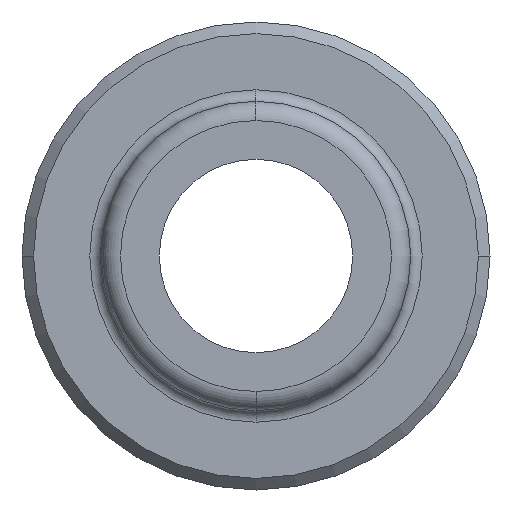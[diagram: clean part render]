
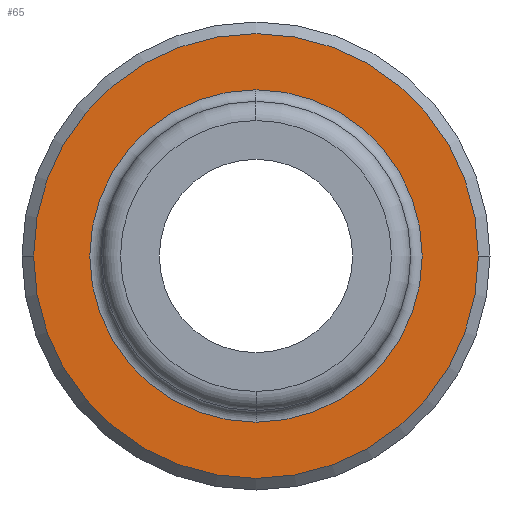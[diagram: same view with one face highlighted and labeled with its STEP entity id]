
A CAD part, front view. The second image highlights one B-rep face of the part: STEP entity #65.
In plain terms, the highlighted planar face has unit normal (0, -1, 0).
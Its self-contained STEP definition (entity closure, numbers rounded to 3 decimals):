
#65=ADVANCED_FACE('',(#127,#128),#129,.T.);
#127=FACE_OUTER_BOUND('',#217,.T.);
#128=FACE_BOUND('',#218,.T.);
#129=PLANE('',#219);
#217=EDGE_LOOP('',(#412,#413));
#218=EDGE_LOOP('',(#414,#415,#416));
#219=AXIS2_PLACEMENT_3D('',#417,#418,#419);
#412=ORIENTED_EDGE('',*,*,#645,.F.);
#413=ORIENTED_EDGE('',*,*,#654,.F.);
#414=ORIENTED_EDGE('',*,*,#651,.T.);
#415=ORIENTED_EDGE('',*,*,#650,.T.);
#416=ORIENTED_EDGE('',*,*,#652,.T.);
#417=CARTESIAN_POINT('',(5.066,-18.809,0.0));
#418=DIRECTION('',(0.,-1.0,0.0));
#419=DIRECTION('',(-1.0,0.,0.0));
#645=EDGE_CURVE('',#788,#790,#791,.T.);
#650=EDGE_CURVE('',#793,#797,#799,.T.);
#651=EDGE_CURVE('',#800,#793,#801,.T.);
#652=EDGE_CURVE('',#797,#800,#802,.T.);
#654=EDGE_CURVE('',#790,#788,#804,.T.);
#788=VERTEX_POINT('',#966);
#790=VERTEX_POINT('',#969);
#791=CIRCLE('',#970,5.799);
#793=VERTEX_POINT('',#973);
#797=VERTEX_POINT('',#977);
#799=CIRCLE('',#979,4.334);
#800=VERTEX_POINT('',#980);
#801=CIRCLE('',#981,4.334);
#802=CIRCLE('',#982,4.334);
#804=CIRCLE('',#984,5.799);
#966=CARTESIAN_POINT('',(5.799,-18.809,0.0));
#969=CARTESIAN_POINT('',(-5.799,-18.809,0.));
#970=AXIS2_PLACEMENT_3D('',#1138,#1139,#1140);
#973=CARTESIAN_POINT('',(0.,-18.809,-4.334));
#977=CARTESIAN_POINT('',(0.,-18.809,4.334));
#979=AXIS2_PLACEMENT_3D('',#1151,#1152,#1153);
#980=CARTESIAN_POINT('',(4.334,-18.809,0.0));
#981=AXIS2_PLACEMENT_3D('',#1154,#1155,#1156);
#982=AXIS2_PLACEMENT_3D('',#1157,#1158,#1159);
#984=AXIS2_PLACEMENT_3D('',#1163,#1164,#1165);
#1138=CARTESIAN_POINT('',(0.0,-18.809,0.0));
#1139=DIRECTION('',(-0.0,1.0,0.0));
#1140=DIRECTION('',(1.0,0.0,0.0));
#1151=CARTESIAN_POINT('',(0.0,-18.809,0.0));
#1152=DIRECTION('',(-0.0,1.0,0.0));
#1153=DIRECTION('',(1.0,0.0,0.0));
#1154=CARTESIAN_POINT('',(0.0,-18.809,0.0));
#1155=DIRECTION('',(-0.0,1.0,0.0));
#1156=DIRECTION('',(1.0,0.0,0.0));
#1157=CARTESIAN_POINT('',(0.0,-18.809,0.0));
#1158=DIRECTION('',(-0.0,1.0,0.0));
#1159=DIRECTION('',(1.0,0.0,0.0));
#1163=CARTESIAN_POINT('',(0.0,-18.809,0.0));
#1164=DIRECTION('',(-0.0,1.0,0.0));
#1165=DIRECTION('',(1.0,0.0,0.0));
